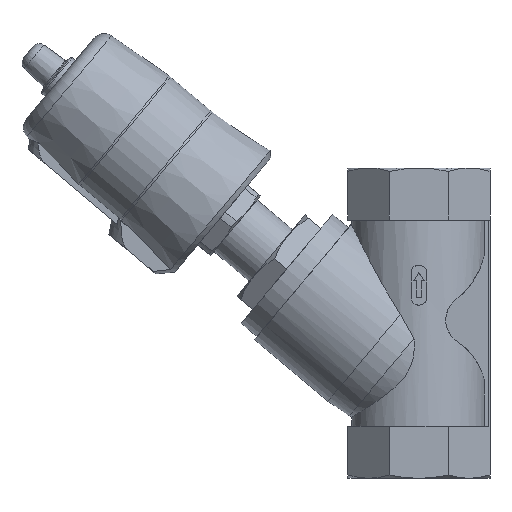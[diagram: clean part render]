
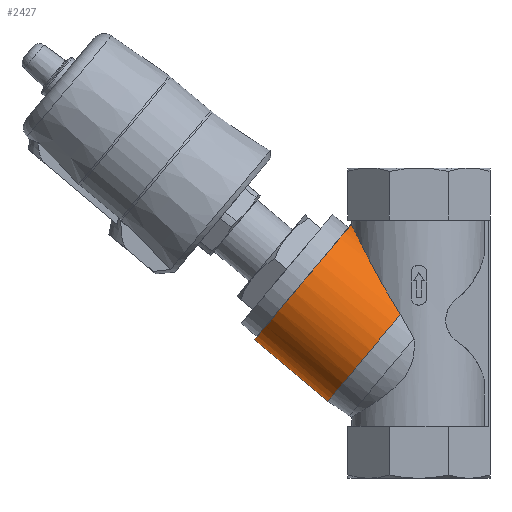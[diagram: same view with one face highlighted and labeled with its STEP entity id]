
A CAD part, left-side view. The second image highlights one B-rep face of the part: STEP entity #2427.
In plain terms, the highlighted cylindrical face has radius 29 mm (diameter 58 mm), a full revolution.
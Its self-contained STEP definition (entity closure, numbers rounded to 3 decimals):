
#456=B_SPLINE_CURVE_WITH_KNOTS('',3,(#3656,#3657,#3658,#3659,#3660,#3661,
#3662,#3663,#3664,#3665,#3666,#3667,#3668,#3669,#3670,#3671,#3672,#3673,
#3674,#3675),.UNSPECIFIED.,.F.,.F.,(4,1,1,1,1,1,1,1,1,1,1,1,1,1,1,1,1,4),
(0.,0.012,0.018,0.025,0.031,
0.037,0.043,0.046,0.049,
0.052,0.055,0.058,0.061,
0.068,0.074,0.08,0.086,
0.098),.UNSPECIFIED.);
#896=ORIENTED_EDGE('',*,*,#1444,.F.);
#897=ORIENTED_EDGE('',*,*,#1283,.T.);
#898=ORIENTED_EDGE('',*,*,#1445,.T.);
#1283=EDGE_CURVE('',#1631,#1630,#456,.T.);
#1444=EDGE_CURVE('',#1631,#1630,#1904,.T.);
#1445=EDGE_CURVE('',#1742,#1742,#1905,.T.);
#1630=VERTEX_POINT('',#3655);
#1631=VERTEX_POINT('',#3676);
#1742=VERTEX_POINT('',#4246);
#1904=CIRCLE('',#2676,29.);
#1905=CIRCLE('',#2678,29.);
#2034=EDGE_LOOP('',(#896,#897));
#2035=EDGE_LOOP('',(#898));
#2228=FACE_BOUND('',#2034,.T.);
#2229=FACE_BOUND('',#2035,.T.);
#2333=CYLINDRICAL_SURFACE('',#2677,29.);
#2427=ADVANCED_FACE('',(#2228,#2229),#2333,.T.);
#2676=AXIS2_PLACEMENT_3D('',#4243,#3161,#3162);
#2677=AXIS2_PLACEMENT_3D('',#4244,#3163,#3164);
#2678=AXIS2_PLACEMENT_3D('',#4245,#3165,#3166);
#3161=DIRECTION('',(0.643,-0.766,0.));
#3162=DIRECTION('',(0.766,0.643,0.));
#3163=DIRECTION('',(0.643,-0.766,0.));
#3164=DIRECTION('',(0.766,0.643,0.));
#3165=DIRECTION('',(0.643,-0.766,0.));
#3166=DIRECTION('',(0.766,0.643,0.));
#3655=CARTESIAN_POINT('',(-63.346,7.135,25.002));
#3656=CARTESIAN_POINT('',(-63.346,7.135,-25.002));
#3657=CARTESIAN_POINT('',(-66.74,9.439,-24.344));
#3658=CARTESIAN_POINT('',(-71.936,12.482,-22.996));
#3659=CARTESIAN_POINT('',(-78.763,16.218,-20.42));
#3660=CARTESIAN_POINT('',(-83.799,18.874,-18.013));
#3661=CARTESIAN_POINT('',(-88.673,21.384,-14.974));
#3662=CARTESIAN_POINT('',(-93.046,23.598,-11.249));
#3663=CARTESIAN_POINT('',(-96.095,25.125,-7.154));
#3664=CARTESIAN_POINT('',(-97.557,25.854,-3.277));
#3665=CARTESIAN_POINT('',(-97.98,26.064,-0.137));
#3666=CARTESIAN_POINT('',(-97.628,25.889,2.989));
#3667=CARTESIAN_POINT('',(-96.585,25.369,5.931));
#3668=CARTESIAN_POINT('',(-95.031,24.592,8.573));
#3669=CARTESIAN_POINT('',(-92.533,23.339,11.656));
#3670=CARTESIAN_POINT('',(-88.817,21.458,14.875));
#3671=CARTESIAN_POINT('',(-84.004,18.981,17.899));
#3672=CARTESIAN_POINT('',(-78.921,16.304,20.357));
#3673=CARTESIAN_POINT('',(-71.991,12.514,22.983));
#3674=CARTESIAN_POINT('',(-66.756,9.449,24.341));
#3675=CARTESIAN_POINT('',(-63.346,7.135,25.002));
#3676=CARTESIAN_POINT('',(-63.346,7.135,-25.002));
#4243=CARTESIAN_POINT('',(-52.09,16.58,0.));
#4244=CARTESIAN_POINT('',(-39.877,2.025,0.));
#4245=CARTESIAN_POINT('',(-75.873,44.923,0.));
#4246=CARTESIAN_POINT('',(-53.658,63.564,0.));
